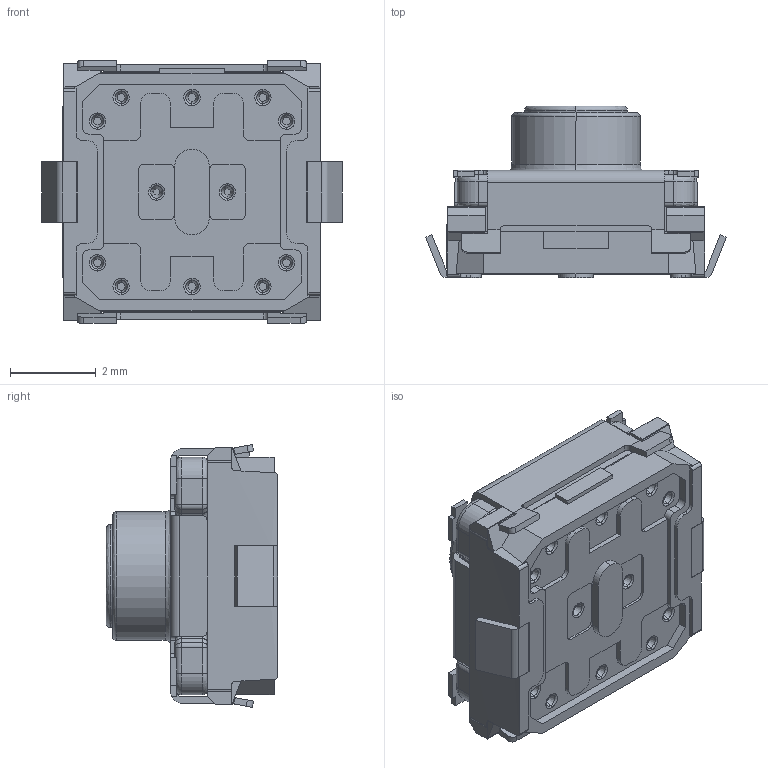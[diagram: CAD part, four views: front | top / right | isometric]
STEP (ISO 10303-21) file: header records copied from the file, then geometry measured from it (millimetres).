
FILE_DESCRIPTION (( 'STEP AP203' ), '1' );
FILE_NAME ('EVPBD6C1A000.STEP', '2015-09-04T09:42:47', ( '' ), ( '' ), 'SwSTEP 2.0', 'SolidWorks 2014', '' );
FILE_SCHEMA (( 'CONFIG_CONTROL_DESIGN' ));
Length unit declared in the file: millimetre
Products named in the file (1): EVPBD6C1A000
Bounding box: 7 x 4 x 6.12 mm (x, y, z)
Volume: 85.5 mm3; surface area: 207.1 mm2
Topology: 1 solids, 1 shells, 647 faces, 1718 edges, 1078 vertices
Faces by surface type: plane 307, cylinder 208, bspline 106, cone 26
Entity records: 22009 total; most frequent: CARTESIAN_POINT 6577, ORIENTED_EDGE 3428, DIRECTION 3023, EDGE_CURVE 1714, VERTEX_POINT 1078, AXIS2_PLACEMENT_3D 1013, VECTOR 997, LINE 997
